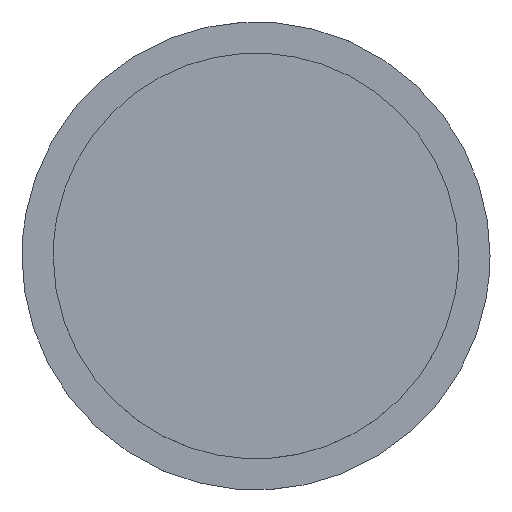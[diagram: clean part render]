
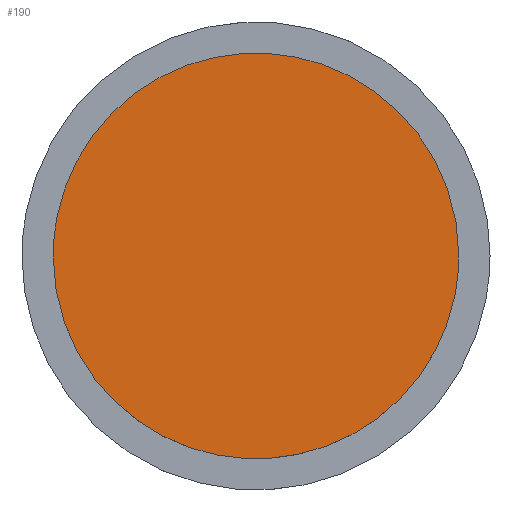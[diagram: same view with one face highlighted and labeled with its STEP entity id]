
A CAD part, top view. The second image highlights one B-rep face of the part: STEP entity #190.
In plain terms, the highlighted planar face has unit normal (0, 0, 1).
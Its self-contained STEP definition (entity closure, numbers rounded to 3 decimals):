
#13=PLANE('',#1681);
#190=ADVANCED_FACE('',(#306),#13,.T.);
#306=FACE_OUTER_BOUND('',#422,.T.);
#422=EDGE_LOOP('',(#848,#849));
#848=ORIENTED_EDGE('',*,*,#1096,.T.);
#849=ORIENTED_EDGE('',*,*,#1099,.T.);
#1096=EDGE_CURVE('',#1476,#1478,#1336,.T.);
#1099=EDGE_CURVE('',#1478,#1476,#1339,.T.);
#1336=(
BOUNDED_CURVE()
B_SPLINE_CURVE(2,(#4800,#4801,#4802,#4803,#4804),.UNSPECIFIED.,.F.,.F.)
B_SPLINE_CURVE_WITH_KNOTS((3,2,3),(0.,353.429,706.858),
 .UNSPECIFIED.)
CURVE()
GEOMETRIC_REPRESENTATION_ITEM()
RATIONAL_B_SPLINE_CURVE((1.,0.707,1.,0.707,1.))
REPRESENTATION_ITEM('')
);
#1339=(
BOUNDED_CURVE()
B_SPLINE_CURVE(2,(#4812,#4813,#4814,#4815,#4816),.UNSPECIFIED.,.F.,.F.)
B_SPLINE_CURVE_WITH_KNOTS((3,2,3),(706.858,1060.288,1413.717),
 .UNSPECIFIED.)
CURVE()
GEOMETRIC_REPRESENTATION_ITEM()
RATIONAL_B_SPLINE_CURVE((1.,0.707,1.,0.707,1.))
REPRESENTATION_ITEM('')
);
#1476=VERTEX_POINT('',#4790);
#1478=VERTEX_POINT('',#4792);
#1681=AXIS2_PLACEMENT_3D('',#4787,#1717,$);
#1717=DIRECTION('',(0.,0.,1.));
#4787=CARTESIAN_POINT('',(-854.722,-243.75,1618.777));
#4790=CARTESIAN_POINT('',(-415.972,0.,1618.777));
#4792=CARTESIAN_POINT('',(-805.972,0.,1618.777));
#4800=CARTESIAN_POINT('',(-415.972,0.,1618.777));
#4801=CARTESIAN_POINT('',(-415.972,195.,1618.777));
#4802=CARTESIAN_POINT('',(-610.972,195.,1618.777));
#4803=CARTESIAN_POINT('',(-805.972,195.,1618.777));
#4804=CARTESIAN_POINT('',(-805.972,0.,1618.777));
#4812=CARTESIAN_POINT('',(-805.972,0.,1618.777));
#4813=CARTESIAN_POINT('',(-805.972,-195.,1618.777));
#4814=CARTESIAN_POINT('',(-610.972,-195.,1618.777));
#4815=CARTESIAN_POINT('',(-415.972,-195.,1618.777));
#4816=CARTESIAN_POINT('',(-415.972,0.,1618.777));
